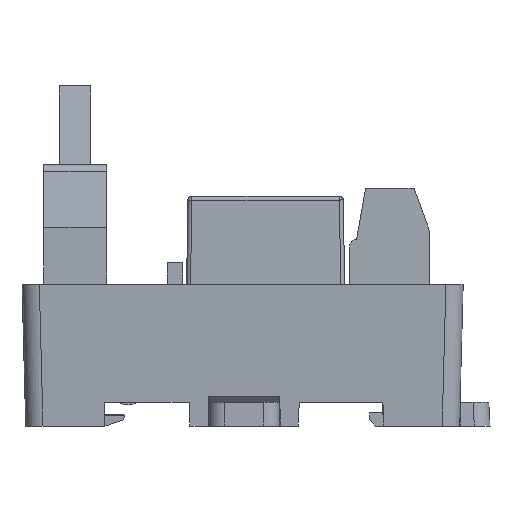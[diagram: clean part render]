
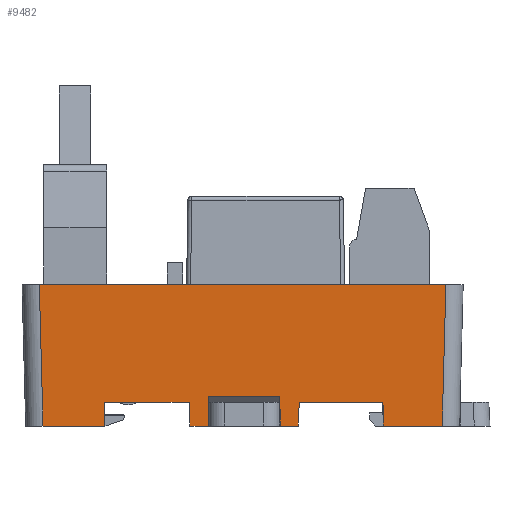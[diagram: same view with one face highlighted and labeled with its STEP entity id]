
A CAD part, left-side view. The second image highlights one B-rep face of the part: STEP entity #9482.
In plain terms, the highlighted planar face has unit normal (-1, 0, -0.026).
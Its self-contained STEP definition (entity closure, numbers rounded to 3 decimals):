
#8263=FACE_OUTER_BOUND('',#12239,.T.);
#9482=ADVANCED_FACE('',(#8263),#10723,.T.);
#10723=PLANE('',#31572);
#12239=EDGE_LOOP('',(#14288,#14289,#14290,#14291,#14292,#14293,#14294,#14295,
#14296,#14297,#14298,#14299,#14300,#14301,#14302,#14303));
#14288=ORIENTED_EDGE('',*,*,#22447,.T.);
#14289=ORIENTED_EDGE('',*,*,#22503,.T.);
#14290=ORIENTED_EDGE('',*,*,#22474,.T.);
#14291=ORIENTED_EDGE('',*,*,#22494,.F.);
#14292=ORIENTED_EDGE('',*,*,#22261,.T.);
#14293=ORIENTED_EDGE('',*,*,#22504,.F.);
#14294=ORIENTED_EDGE('',*,*,#22505,.F.);
#14295=ORIENTED_EDGE('',*,*,#22506,.T.);
#14296=ORIENTED_EDGE('',*,*,#22507,.F.);
#14297=ORIENTED_EDGE('',*,*,#22508,.T.);
#14298=ORIENTED_EDGE('',*,*,#22509,.F.);
#14299=ORIENTED_EDGE('',*,*,#22510,.T.);
#14300=ORIENTED_EDGE('',*,*,#22247,.T.);
#14301=ORIENTED_EDGE('',*,*,#22437,.T.);
#14302=ORIENTED_EDGE('',*,*,#22429,.T.);
#14303=ORIENTED_EDGE('',*,*,#22511,.T.);
#20175=VERTEX_POINT('',#40180);
#20176=VERTEX_POINT('',#40182);
#20189=VERTEX_POINT('',#40208);
#20190=VERTEX_POINT('',#40210);
#20319=VERTEX_POINT('',#40542);
#20320=VERTEX_POINT('',#40544);
#20330=VERTEX_POINT('',#40578);
#20331=VERTEX_POINT('',#40580);
#20349=VERTEX_POINT('',#40627);
#20350=VERTEX_POINT('',#40629);
#20362=VERTEX_POINT('',#40687);
#20363=VERTEX_POINT('',#40689);
#20364=VERTEX_POINT('',#40691);
#20365=VERTEX_POINT('',#40693);
#20366=VERTEX_POINT('',#40695);
#20367=VERTEX_POINT('',#40697);
#22247=EDGE_CURVE('',#20176,#20175,#25359,.T.);
#22261=EDGE_CURVE('',#20190,#20189,#25371,.T.);
#22429=EDGE_CURVE('',#20320,#20319,#25532,.T.);
#22437=EDGE_CURVE('',#20175,#20320,#25540,.T.);
#22447=EDGE_CURVE('',#20331,#20330,#25548,.T.);
#22474=EDGE_CURVE('',#20350,#20349,#25571,.T.);
#22494=EDGE_CURVE('',#20190,#20349,#25588,.T.);
#22503=EDGE_CURVE('',#20330,#20350,#25597,.T.);
#22504=EDGE_CURVE('',#20362,#20189,#25598,.T.);
#22505=EDGE_CURVE('',#20363,#20362,#25599,.T.);
#22506=EDGE_CURVE('',#20363,#20364,#25600,.T.);
#22507=EDGE_CURVE('',#20365,#20364,#25601,.T.);
#22508=EDGE_CURVE('',#20365,#20366,#25602,.T.);
#22509=EDGE_CURVE('',#20367,#20366,#25603,.T.);
#22510=EDGE_CURVE('',#20367,#20176,#25604,.T.);
#22511=EDGE_CURVE('',#20319,#20331,#25605,.T.);
#25359=LINE('',#40181,#27871);
#25371=LINE('',#40209,#27883);
#25532=LINE('',#40543,#28044);
#25540=LINE('',#40558,#28052);
#25548=LINE('',#40579,#28060);
#25571=LINE('',#40628,#28083);
#25588=LINE('',#40670,#28100);
#25597=LINE('',#40685,#28109);
#25598=LINE('',#40686,#28110);
#25599=LINE('',#40688,#28111);
#25600=LINE('',#40690,#28112);
#25601=LINE('',#40692,#28113);
#25602=LINE('',#40694,#28114);
#25603=LINE('',#40696,#28115);
#25604=LINE('',#40698,#28116);
#25605=LINE('',#40699,#28117);
#27871=VECTOR('',#33624,1.);
#27883=VECTOR('',#33640,1.);
#28044=VECTOR('',#33887,1.);
#28052=VECTOR('',#33899,1.);
#28060=VECTOR('',#33921,1.);
#28083=VECTOR('',#33958,1.);
#28100=VECTOR('',#34005,1.);
#28109=VECTOR('',#34022,1.);
#28110=VECTOR('',#34023,1.);
#28111=VECTOR('',#34024,1.);
#28112=VECTOR('',#34025,1.);
#28113=VECTOR('',#34026,1.);
#28114=VECTOR('',#34027,1.);
#28115=VECTOR('',#34028,1.);
#28116=VECTOR('',#34029,1.);
#28117=VECTOR('',#34030,1.);
#31572=AXIS2_PLACEMENT_3D('',#40700,#34031,#34032);
#33624=DIRECTION('',(0.,-1.,0.));
#33640=DIRECTION('',(0.,-1.,0.));
#33887=DIRECTION('',(0.,-1.,0.));
#33899=DIRECTION('',(0.026,-0.017,-1.));
#33921=DIRECTION('',(0.,1.,0.));
#33958=DIRECTION('',(0.,-1.,0.));
#34005=DIRECTION('',(0.026,0.017,-1.));
#34022=DIRECTION('',(0.026,-0.026,-0.999));
#34023=DIRECTION('',(-0.026,0.035,0.999));
#34024=DIRECTION('',(0.,1.,0.));
#34025=DIRECTION('',(-0.026,-0.009,1.));
#34026=DIRECTION('',(0.,1.,0.));
#34027=DIRECTION('',(0.026,-0.009,-1.));
#34028=DIRECTION('',(0.,1.,0.));
#34029=DIRECTION('',(-0.026,-0.035,0.999));
#34030=DIRECTION('',(-0.026,-0.026,0.999));
#34031=DIRECTION('',(-1.,0.,-0.026));
#34032=DIRECTION('',(0.026,0.,-1.));
#40180=CARTESIAN_POINT('',(-28.557,10.2,-15.));
#40181=CARTESIAN_POINT('',(-28.557,27.85,-15.));
#40182=CARTESIAN_POINT('',(-28.557,20.85,-15.));
#40208=CARTESIAN_POINT('',(-28.557,34.85,-15.));
#40209=CARTESIAN_POINT('',(-28.557,27.85,-15.));
#40210=CARTESIAN_POINT('',(-28.557,45.6,-15.));
#40542=CARTESIAN_POINT('',(-28.479,2.671,-18.));
#40543=CARTESIAN_POINT('',(-28.479,27.85,-18.));
#40544=CARTESIAN_POINT('',(-28.479,10.148,-18.));
#40558=CARTESIAN_POINT('',(-28.958,10.467,0.309));
#40578=CARTESIAN_POINT('',(-28.95,53.901,0.));
#40579=CARTESIAN_POINT('',(-28.95,28.35,0.));
#40580=CARTESIAN_POINT('',(-28.95,2.199,0.));
#40627=CARTESIAN_POINT('',(-28.479,45.652,-18.));
#40628=CARTESIAN_POINT('',(-28.479,28.35,-18.));
#40629=CARTESIAN_POINT('',(-28.479,53.429,-18.));
#40670=CARTESIAN_POINT('',(-28.526,45.621,-16.204));
#40685=CARTESIAN_POINT('',(-28.933,53.884,-0.66));
#40686=CARTESIAN_POINT('',(-28.526,34.808,-16.202));
#40687=CARTESIAN_POINT('',(-28.479,34.745,-18.));
#40688=CARTESIAN_POINT('',(-28.479,27.85,-18.));
#40689=CARTESIAN_POINT('',(-28.479,32.426,-18.));
#40690=CARTESIAN_POINT('',(-28.526,32.411,-16.204));
#40691=CARTESIAN_POINT('',(-28.576,32.394,-14.274));
#40692=CARTESIAN_POINT('',(-28.576,237.295,-14.274));
#40693=CARTESIAN_POINT('',(-28.576,23.306,-14.274));
#40694=CARTESIAN_POINT('',(-28.526,23.29,-16.204));
#40695=CARTESIAN_POINT('',(-28.479,23.274,-18.));
#40696=CARTESIAN_POINT('',(-28.479,27.85,-18.));
#40697=CARTESIAN_POINT('',(-28.479,20.955,-18.));
#40698=CARTESIAN_POINT('',(-28.943,20.336,-0.282));
#40699=CARTESIAN_POINT('',(-28.933,2.217,-0.66));
#40700=CARTESIAN_POINT('',(-28.95,28.35,-0.003));
